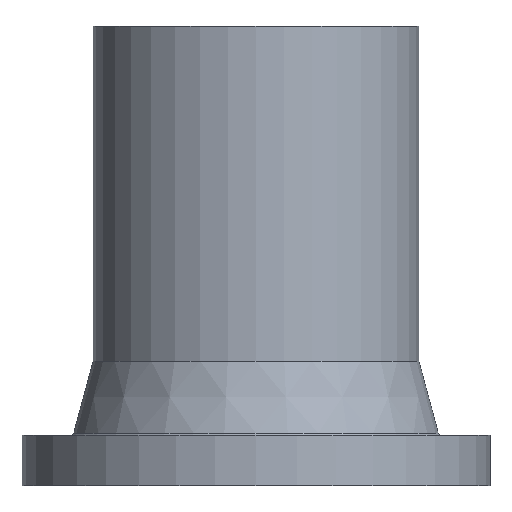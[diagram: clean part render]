
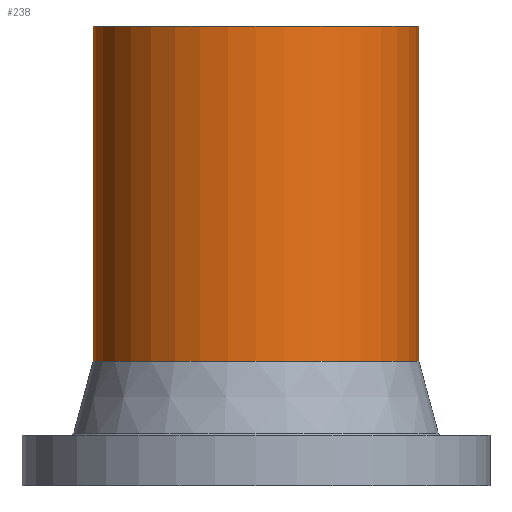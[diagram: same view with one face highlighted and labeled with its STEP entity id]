
A CAD part, front view. The second image highlights one B-rep face of the part: STEP entity #238.
In plain terms, the highlighted cylindrical face has radius 55 mm (diameter 110 mm), a partial arc.
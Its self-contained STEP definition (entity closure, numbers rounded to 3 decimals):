
#11 = DIRECTION ( 'NONE',  ( 0., 0., -1. ) ) ;
#24 = ORIENTED_EDGE ( 'NONE', *, *, #466, .T. ) ;
#25 = LINE ( 'NONE', #473, #83 ) ;
#31 = CARTESIAN_POINT ( 'NONE',  ( 0., 0., 0. ) ) ;
#43 = DIRECTION ( 'NONE',  ( 0., 0., -1. ) ) ;
#63 = EDGE_CURVE ( 'NONE', #95, #369, #25, .T. ) ;
#71 = DIRECTION ( 'NONE',  ( 0., 0., -1. ) ) ;
#83 = VECTOR ( 'NONE', #351, 1000. ) ;
#95 = VERTEX_POINT ( 'NONE', #231 ) ;
#139 = CARTESIAN_POINT ( 'NONE',  ( -55., 0., 42. ) ) ;
#149 = CARTESIAN_POINT ( 'NONE',  ( 55., 0., 155. ) ) ;
#172 = ORIENTED_EDGE ( 'NONE', *, *, #448, .F. ) ;
#177 = LINE ( 'NONE', #443, #470 ) ;
#197 = ORIENTED_EDGE ( 'NONE', *, *, #63, .T. ) ;
#202 = DIRECTION ( 'NONE',  ( 0., 0., -1. ) ) ;
#209 = AXIS2_PLACEMENT_3D ( 'NONE', #31, #11, #311 ) ;
#231 = CARTESIAN_POINT ( 'NONE',  ( -55., 0., 155. ) ) ;
#238 = ADVANCED_FACE ( 'NONE', ( #446 ), #380, .T. ) ;
#251 = ORIENTED_EDGE ( 'NONE', *, *, #332, .F. ) ;
#256 = DIRECTION ( 'NONE',  ( -1., 0., 0. ) ) ;
#263 = AXIS2_PLACEMENT_3D ( 'NONE', #481, #71, #256 ) ;
#311 = DIRECTION ( 'NONE',  ( -1., 0., 0. ) ) ;
#332 = EDGE_CURVE ( 'NONE', #407, #369, #474, .T. ) ;
#351 = DIRECTION ( 'NONE',  ( 0., 0., -1. ) ) ;
#369 = VERTEX_POINT ( 'NONE', #139 ) ;
#380 = CYLINDRICAL_SURFACE ( 'NONE', #209, 55. ) ;
#390 = CIRCLE ( 'NONE', #441, 55. ) ;
#396 = DIRECTION ( 'NONE',  ( -1., 0., 0. ) ) ;
#397 = EDGE_LOOP ( 'NONE', ( #172, #24, #197, #251 ) ) ;
#407 = VERTEX_POINT ( 'NONE', #408 ) ;
#408 = CARTESIAN_POINT ( 'NONE',  ( 55., 0., 42. ) ) ;
#427 = CARTESIAN_POINT ( 'NONE',  ( 0., 0., 155. ) ) ;
#428 = VERTEX_POINT ( 'NONE', #149 ) ;
#441 = AXIS2_PLACEMENT_3D ( 'NONE', #427, #202, #396 ) ;
#443 = CARTESIAN_POINT ( 'NONE',  ( 55., 0., 0. ) ) ;
#446 = FACE_OUTER_BOUND ( 'NONE', #397, .T. ) ;
#448 = EDGE_CURVE ( 'NONE', #428, #407, #177, .T. ) ;
#466 = EDGE_CURVE ( 'NONE', #428, #95, #390, .T. ) ;
#470 = VECTOR ( 'NONE', #43, 1000. ) ;
#473 = CARTESIAN_POINT ( 'NONE',  ( -55., 0., 0. ) ) ;
#474 = CIRCLE ( 'NONE', #263, 55. ) ;
#481 = CARTESIAN_POINT ( 'NONE',  ( 0., 0., 42. ) ) ;
